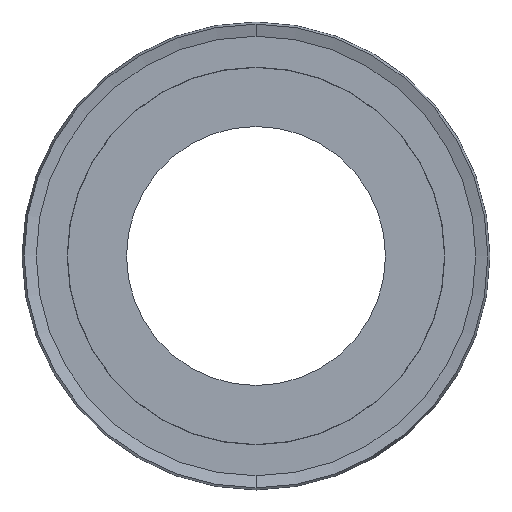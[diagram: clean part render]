
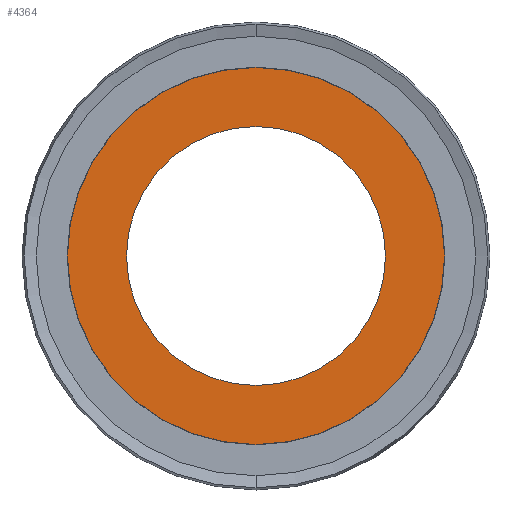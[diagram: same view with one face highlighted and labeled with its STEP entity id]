
A CAD part, left-side view. The second image highlights one B-rep face of the part: STEP entity #4364.
In plain terms, the highlighted planar face has unit normal (-1, 0, 0).
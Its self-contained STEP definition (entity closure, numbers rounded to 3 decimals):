
#281 = EDGE_LOOP ( 'NONE', ( #611, #7205 ) ) ;
#307 = AXIS2_PLACEMENT_3D ( 'NONE', #1124, #6108, #6894 ) ;
#594 = CARTESIAN_POINT ( 'NONE',  ( 10.879, 41.218, 37.967 ) ) ;
#611 = ORIENTED_EDGE ( 'NONE', *, *, #4162, .T. ) ;
#1124 = CARTESIAN_POINT ( 'NONE',  ( 10.879, 41.218, 76.861 ) ) ;
#1154 = VERTEX_POINT ( 'NONE', #10023 ) ;
#1359 = DIRECTION ( 'NONE',  ( -1., 0., 0. ) ) ;
#1606 = PLANE ( 'NONE',  #7024 ) ;
#1707 = DIRECTION ( 'NONE',  ( 0., 0., -1. ) ) ;
#2011 = ORIENTED_EDGE ( 'NONE', *, *, #4863, .T. ) ;
#2647 = CARTESIAN_POINT ( 'NONE',  ( 10.879, 41.218, 103.569 ) ) ;
#3240 = EDGE_LOOP ( 'NONE', ( #2011, #6440 ) ) ;
#4162 = EDGE_CURVE ( 'NONE', #1154, #7976, #10504, .T. ) ;
#4174 = FACE_OUTER_BOUND ( 'NONE', #281, .T. ) ;
#4364 = ADVANCED_FACE ( 'NONE', ( #4689, #4174 ), #1606, .T. ) ;
#4386 = EDGE_CURVE ( 'NONE', #9842, #7095, #5334, .T. ) ;
#4425 = CIRCLE ( 'NONE', #9523, 26.708 ) ;
#4689 = FACE_BOUND ( 'NONE', #3240, .T. ) ;
#4758 = DIRECTION ( 'NONE',  ( 0., 0., 1. ) ) ;
#4781 = DIRECTION ( 'NONE',  ( 1., 0., 0. ) ) ;
#4863 = EDGE_CURVE ( 'NONE', #7095, #9842, #4425, .T. ) ;
#5005 = AXIS2_PLACEMENT_3D ( 'NONE', #8827, #1359, #7134 ) ;
#5334 = CIRCLE ( 'NONE', #10001, 26.708 ) ;
#5552 = CARTESIAN_POINT ( 'NONE',  ( 10.879, 41.218, 76.861 ) ) ;
#5684 = CARTESIAN_POINT ( 'NONE',  ( 10.879, 41.218, 76.861 ) ) ;
#6108 = DIRECTION ( 'NONE',  ( -1., 0., 0. ) ) ;
#6221 = EDGE_CURVE ( 'NONE', #7976, #1154, #7812, .T. ) ;
#6440 = ORIENTED_EDGE ( 'NONE', *, *, #4386, .T. ) ;
#6894 = DIRECTION ( 'NONE',  ( 0., 0., 1. ) ) ;
#7024 = AXIS2_PLACEMENT_3D ( 'NONE', #5552, #10530, #4758 ) ;
#7095 = VERTEX_POINT ( 'NONE', #10500 ) ;
#7134 = DIRECTION ( 'NONE',  ( 0., 0., 1. ) ) ;
#7205 = ORIENTED_EDGE ( 'NONE', *, *, #6221, .T. ) ;
#7357 = CARTESIAN_POINT ( 'NONE',  ( 10.879, 41.218, 76.861 ) ) ;
#7812 = CIRCLE ( 'NONE', #307, 38.894 ) ;
#7976 = VERTEX_POINT ( 'NONE', #594 ) ;
#8031 = DIRECTION ( 'NONE',  ( 1., 0., 0. ) ) ;
#8091 = DIRECTION ( 'NONE',  ( 0., 0., -1. ) ) ;
#8827 = CARTESIAN_POINT ( 'NONE',  ( 10.879, 41.218, 76.861 ) ) ;
#9523 = AXIS2_PLACEMENT_3D ( 'NONE', #5684, #4781, #8091 ) ;
#9842 = VERTEX_POINT ( 'NONE', #2647 ) ;
#10001 = AXIS2_PLACEMENT_3D ( 'NONE', #7357, #8031, #1707 ) ;
#10023 = CARTESIAN_POINT ( 'NONE',  ( 10.879, 41.218, 115.754 ) ) ;
#10500 = CARTESIAN_POINT ( 'NONE',  ( 10.879, 41.218, 50.152 ) ) ;
#10504 = CIRCLE ( 'NONE', #5005, 38.894 ) ;
#10530 = DIRECTION ( 'NONE',  ( -1., 0., 0. ) ) ;
